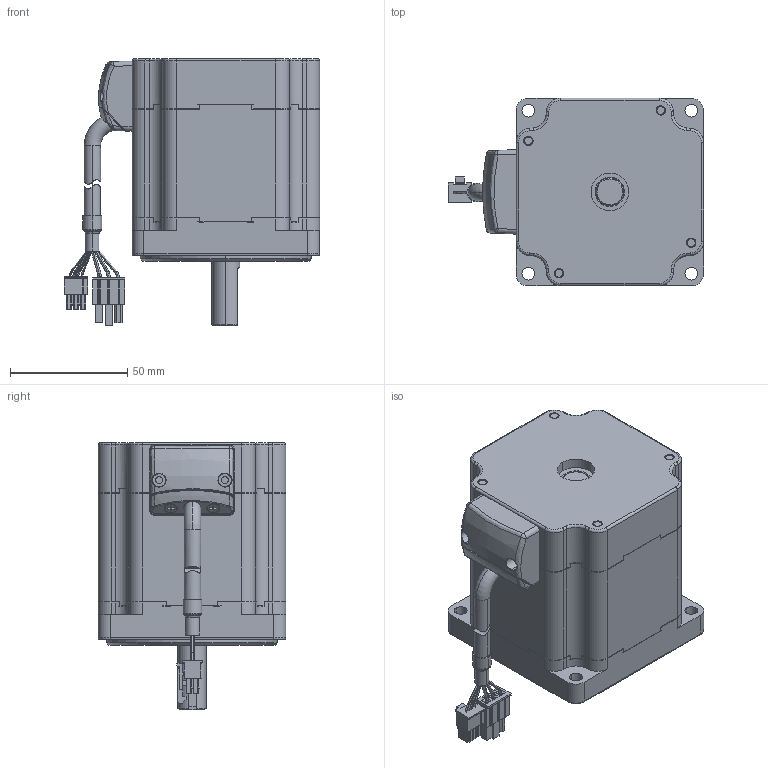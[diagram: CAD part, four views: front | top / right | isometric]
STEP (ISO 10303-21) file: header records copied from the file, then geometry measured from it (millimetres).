
FILE_DESCRIPTION (( 'STEP AP203' ), '1' );
FILE_NAME ('80BL300.STEP', '2013-05-16T04:22:57', ( '' ), ( '' ), 'SwSTEP 2.0', 'SolidWorks 2007', '' );
FILE_SCHEMA (( 'CONFIG_CONTROL_DESIGN' ));
Length unit declared in the file: millimetre
Products named in the file (1): 80BL300
Bounding box: 108.9 x 80 x 114.15 mm (x, y, z)
Surface area: 57925.7 mm2 (no closed solid volume)
Topology: 0 solids, 25 shells, 744 faces, 2782 edges, 2015 vertices
Faces by surface type: plane 358, cylinder 226, bspline 66, torus 61, cone 31, sphere 2
Entity records: 32008 total; most frequent: CARTESIAN_POINT 8888, DIRECTION 4863, ORIENTED_EDGE 4356, EDGE_CURVE 2782, VERTEX_POINT 2015, AXIS2_PLACEMENT_3D 1640, VECTOR 1583, LINE 1583
